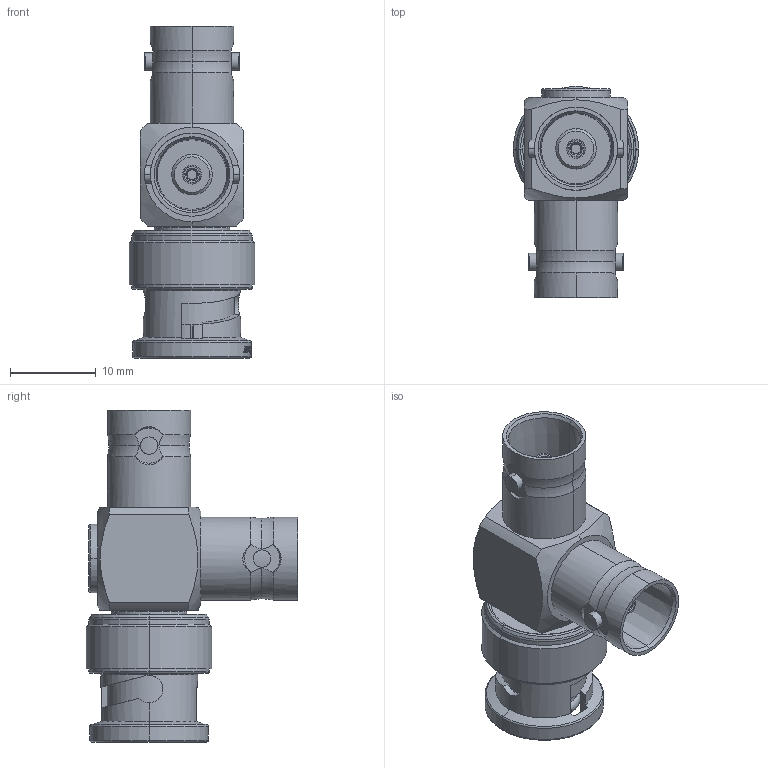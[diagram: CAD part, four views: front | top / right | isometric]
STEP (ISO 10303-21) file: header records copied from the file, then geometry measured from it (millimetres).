
FILE_DESCRIPTION (( 'STEP AP214' ), '1' );
FILE_NAME ('J01005A0004.STEP', '2013-02-04T14:52:16', ( 'Wartung1' ), ( '' ), 'SwSTEP 2.0', 'SolidWorks 2012', '' );
FILE_SCHEMA (( 'AUTOMOTIVE_DESIGN' ));
Length unit declared in the file: millimetre
Products named in the file (1): J01005A0004
Bounding box: 14.6 x 24.6 x 38.65 mm (x, y, z)
Volume: 4364.7 mm3; surface area: 3212.6 mm2
Topology: 1 solids, 1 shells, 470 faces, 1204 edges, 786 vertices
Faces by surface type: plane 162, cylinder 120, bspline 78, cone 66, torus 44
Entity records: 22718 total; most frequent: CARTESIAN_POINT 6920, ORIENTED_EDGE 2408, DIRECTION 1958, EDGE_CURVE 1204, VERTEX_POINT 786, AXIS2_PLACEMENT_3D 737, EDGE_LOOP 524, LINE 484
